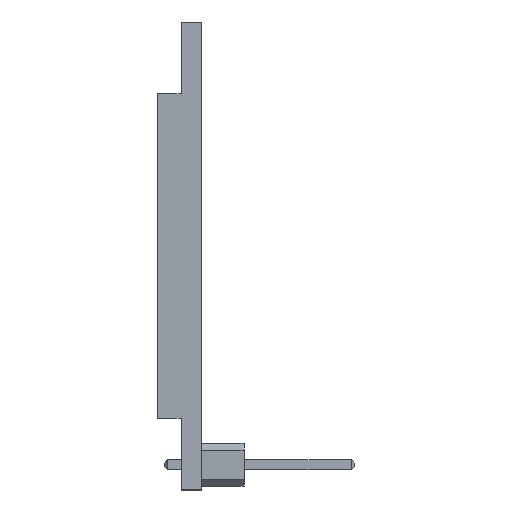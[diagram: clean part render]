
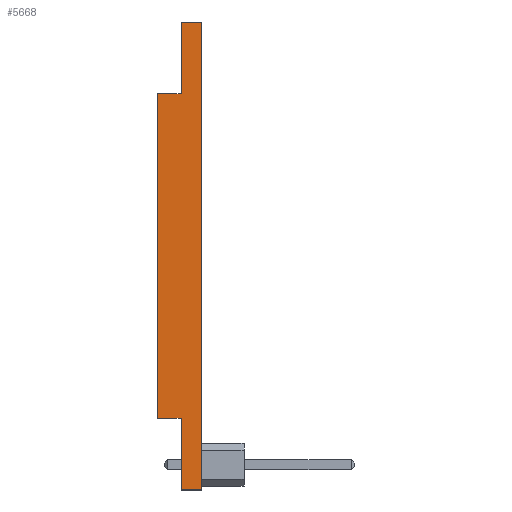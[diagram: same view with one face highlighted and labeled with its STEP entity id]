
A CAD part, left-side view. The second image highlights one B-rep face of the part: STEP entity #5668.
In plain terms, the highlighted planar face has unit normal (-1, 0, 0).
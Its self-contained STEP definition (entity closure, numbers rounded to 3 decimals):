
#3224 = PLANE('',#3225);
#3225 = AXIS2_PLACEMENT_3D('',#3226,#3227,#3228);
#3226 = CARTESIAN_POINT('',(0.,0.,0.));
#3227 = DIRECTION('',(0.,1.,0.));
#3228 = DIRECTION('',(0.,-0.,1.));
#3278 = PLANE('',#3279);
#3279 = AXIS2_PLACEMENT_3D('',#3280,#3281,#3282);
#3280 = CARTESIAN_POINT('',(0.,1.2,0.));
#3281 = DIRECTION('',(0.,1.,0.));
#3282 = DIRECTION('',(0.,-0.,1.));
#3513 = PLANE('',#3514);
#3514 = AXIS2_PLACEMENT_3D('',#3515,#3516,#3517);
#3515 = CARTESIAN_POINT('',(0.,1.2,0.));
#3516 = DIRECTION('',(0.,1.,0.));
#3517 = DIRECTION('',(0.,-0.,1.));
#4285 = VERTEX_POINT('',#4286);
#4286 = CARTESIAN_POINT('',(-13.65,0.,27.8));
#4300 = PLANE('',#4301);
#4301 = AXIS2_PLACEMENT_3D('',#4302,#4303,#4304);
#4302 = CARTESIAN_POINT('',(0.,1.2,27.8));
#4303 = DIRECTION('',(0.,0.,-1.));
#4304 = DIRECTION('',(-1.,0.,0.));
#4312 = EDGE_CURVE('',#4313,#4285,#4315,.T.);
#4313 = VERTEX_POINT('',#4314);
#4314 = CARTESIAN_POINT('',(-13.65,0.,0.));
#4315 = SURFACE_CURVE('',#4316,(#4320,#4327),.PCURVE_S1.);
#4316 = LINE('',#4317,#4318);
#4317 = CARTESIAN_POINT('',(-13.65,0.,0.));
#4318 = VECTOR('',#4319,1.);
#4319 = DIRECTION('',(0.,-0.,1.));
#4320 = PCURVE('',#3224,#4321);
#4321 = DEFINITIONAL_REPRESENTATION('',(#4322),#4326);
#4322 = LINE('',#4323,#4324);
#4323 = CARTESIAN_POINT('',(0.,-13.65));
#4324 = VECTOR('',#4325,1.);
#4325 = DIRECTION('',(1.,0.));
#4326 = ( GEOMETRIC_REPRESENTATION_CONTEXT(2) 
PARAMETRIC_REPRESENTATION_CONTEXT() REPRESENTATION_CONTEXT('2D SPACE',''
  ) );
#4327 = PCURVE('',#4328,#4333);
#4328 = PLANE('',#4329);
#4329 = AXIS2_PLACEMENT_3D('',#4330,#4331,#4332);
#4330 = CARTESIAN_POINT('',(-13.65,1.2,0.));
#4331 = DIRECTION('',(1.,0.,0.));
#4332 = DIRECTION('',(0.,0.,-1.));
#4333 = DEFINITIONAL_REPRESENTATION('',(#4334),#4338);
#4334 = LINE('',#4335,#4336);
#4335 = CARTESIAN_POINT('',(0.,-1.2));
#4336 = VECTOR('',#4337,1.);
#4337 = DIRECTION('',(-1.,0.));
#4338 = ( GEOMETRIC_REPRESENTATION_CONTEXT(2) 
PARAMETRIC_REPRESENTATION_CONTEXT() REPRESENTATION_CONTEXT('2D SPACE',''
  ) );
#4356 = PLANE('',#4357);
#4357 = AXIS2_PLACEMENT_3D('',#4358,#4359,#4360);
#4358 = CARTESIAN_POINT('',(0.,1.2,0.)
  );
#4359 = DIRECTION('',(0.,0.,-1.));
#4360 = DIRECTION('',(-1.,0.,0.));
#5358 = PLANE('',#5359);
#5359 = AXIS2_PLACEMENT_3D('',#5360,#5361,#5362);
#5360 = CARTESIAN_POINT('',(-13.65,2.6,4.266));
#5361 = DIRECTION('',(0.,-0.,1.));
#5362 = DIRECTION('',(1.,0.,0.));
#5386 = PLANE('',#5387);
#5387 = AXIS2_PLACEMENT_3D('',#5388,#5389,#5390);
#5388 = CARTESIAN_POINT('',(0.,2.6,0.));
#5389 = DIRECTION('',(0.,1.,0.));
#5390 = DIRECTION('',(0.,-0.,1.));
#5412 = PLANE('',#5413);
#5413 = AXIS2_PLACEMENT_3D('',#5414,#5415,#5416);
#5414 = CARTESIAN_POINT('',(-13.65,2.6,23.534));
#5415 = DIRECTION('',(0.,0.,-1.));
#5416 = DIRECTION('',(-1.,0.,-0.));
#5625 = VERTEX_POINT('',#5626);
#5626 = CARTESIAN_POINT('',(-13.65,1.2,27.8));
#5647 = EDGE_CURVE('',#4285,#5625,#5648,.T.);
#5648 = SURFACE_CURVE('',#5649,(#5653,#5660),.PCURVE_S1.);
#5649 = LINE('',#5650,#5651);
#5650 = CARTESIAN_POINT('',(-13.65,1.2,27.8));
#5651 = VECTOR('',#5652,1.);
#5652 = DIRECTION('',(0.,1.,0.));
#5653 = PCURVE('',#4300,#5654);
#5654 = DEFINITIONAL_REPRESENTATION('',(#5655),#5659);
#5655 = LINE('',#5656,#5657);
#5656 = CARTESIAN_POINT('',(13.65,0.));
#5657 = VECTOR('',#5658,1.);
#5658 = DIRECTION('',(0.,1.));
#5659 = ( GEOMETRIC_REPRESENTATION_CONTEXT(2) 
PARAMETRIC_REPRESENTATION_CONTEXT() REPRESENTATION_CONTEXT('2D SPACE',''
  ) );
#5660 = PCURVE('',#4328,#5661);
#5661 = DEFINITIONAL_REPRESENTATION('',(#5662),#5666);
#5662 = LINE('',#5663,#5664);
#5663 = CARTESIAN_POINT('',(-27.8,0.));
#5664 = VECTOR('',#5665,1.);
#5665 = DIRECTION('',(0.,1.));
#5666 = ( GEOMETRIC_REPRESENTATION_CONTEXT(2) 
PARAMETRIC_REPRESENTATION_CONTEXT() REPRESENTATION_CONTEXT('2D SPACE',''
  ) );
#5668 = ADVANCED_FACE('',(#5669),#4328,.F.);
#5669 = FACE_BOUND('',#5670,.T.);
#5670 = EDGE_LOOP('',(#5671,#5672,#5695,#5718,#5741,#5764,#5787,#5808));
#5671 = ORIENTED_EDGE('',*,*,#5647,.T.);
#5672 = ORIENTED_EDGE('',*,*,#5673,.F.);
#5673 = EDGE_CURVE('',#5674,#5625,#5676,.T.);
#5674 = VERTEX_POINT('',#5675);
#5675 = CARTESIAN_POINT('',(-13.65,1.2,23.534));
#5676 = SURFACE_CURVE('',#5677,(#5681,#5688),.PCURVE_S1.);
#5677 = LINE('',#5678,#5679);
#5678 = CARTESIAN_POINT('',(-13.65,1.2,0.));
#5679 = VECTOR('',#5680,1.);
#5680 = DIRECTION('',(0.,-0.,1.));
#5681 = PCURVE('',#4328,#5682);
#5682 = DEFINITIONAL_REPRESENTATION('',(#5683),#5687);
#5683 = LINE('',#5684,#5685);
#5684 = CARTESIAN_POINT('',(0.,0.));
#5685 = VECTOR('',#5686,1.);
#5686 = DIRECTION('',(-1.,0.));
#5687 = ( GEOMETRIC_REPRESENTATION_CONTEXT(2) 
PARAMETRIC_REPRESENTATION_CONTEXT() REPRESENTATION_CONTEXT('2D SPACE',''
  ) );
#5688 = PCURVE('',#3513,#5689);
#5689 = DEFINITIONAL_REPRESENTATION('',(#5690),#5694);
#5690 = LINE('',#5691,#5692);
#5691 = CARTESIAN_POINT('',(0.,-13.65));
#5692 = VECTOR('',#5693,1.);
#5693 = DIRECTION('',(1.,0.));
#5694 = ( GEOMETRIC_REPRESENTATION_CONTEXT(2) 
PARAMETRIC_REPRESENTATION_CONTEXT() REPRESENTATION_CONTEXT('2D SPACE',''
  ) );
#5695 = ORIENTED_EDGE('',*,*,#5696,.T.);
#5696 = EDGE_CURVE('',#5674,#5697,#5699,.T.);
#5697 = VERTEX_POINT('',#5698);
#5698 = CARTESIAN_POINT('',(-13.65,2.6,23.534));
#5699 = SURFACE_CURVE('',#5700,(#5704,#5711),.PCURVE_S1.);
#5700 = LINE('',#5701,#5702);
#5701 = CARTESIAN_POINT('',(-13.65,2.6,23.534));
#5702 = VECTOR('',#5703,1.);
#5703 = DIRECTION('',(0.,1.,0.));
#5704 = PCURVE('',#4328,#5705);
#5705 = DEFINITIONAL_REPRESENTATION('',(#5706),#5710);
#5706 = LINE('',#5707,#5708);
#5707 = CARTESIAN_POINT('',(-23.534,1.4));
#5708 = VECTOR('',#5709,1.);
#5709 = DIRECTION('',(0.,1.));
#5710 = ( GEOMETRIC_REPRESENTATION_CONTEXT(2) 
PARAMETRIC_REPRESENTATION_CONTEXT() REPRESENTATION_CONTEXT('2D SPACE',''
  ) );
#5711 = PCURVE('',#5412,#5712);
#5712 = DEFINITIONAL_REPRESENTATION('',(#5713),#5717);
#5713 = LINE('',#5714,#5715);
#5714 = CARTESIAN_POINT('',(0.,0.));
#5715 = VECTOR('',#5716,1.);
#5716 = DIRECTION('',(0.,1.));
#5717 = ( GEOMETRIC_REPRESENTATION_CONTEXT(2) 
PARAMETRIC_REPRESENTATION_CONTEXT() REPRESENTATION_CONTEXT('2D SPACE',''
  ) );
#5718 = ORIENTED_EDGE('',*,*,#5719,.F.);
#5719 = EDGE_CURVE('',#5720,#5697,#5722,.T.);
#5720 = VERTEX_POINT('',#5721);
#5721 = CARTESIAN_POINT('',(-13.65,2.6,4.266));
#5722 = SURFACE_CURVE('',#5723,(#5727,#5734),.PCURVE_S1.);
#5723 = LINE('',#5724,#5725);
#5724 = CARTESIAN_POINT('',(-13.65,2.6,0.));
#5725 = VECTOR('',#5726,1.);
#5726 = DIRECTION('',(0.,-0.,1.));
#5727 = PCURVE('',#4328,#5728);
#5728 = DEFINITIONAL_REPRESENTATION('',(#5729),#5733);
#5729 = LINE('',#5730,#5731);
#5730 = CARTESIAN_POINT('',(0.,1.4));
#5731 = VECTOR('',#5732,1.);
#5732 = DIRECTION('',(-1.,0.));
#5733 = ( GEOMETRIC_REPRESENTATION_CONTEXT(2) 
PARAMETRIC_REPRESENTATION_CONTEXT() REPRESENTATION_CONTEXT('2D SPACE',''
  ) );
#5734 = PCURVE('',#5386,#5735);
#5735 = DEFINITIONAL_REPRESENTATION('',(#5736),#5740);
#5736 = LINE('',#5737,#5738);
#5737 = CARTESIAN_POINT('',(0.,-13.65));
#5738 = VECTOR('',#5739,1.);
#5739 = DIRECTION('',(1.,0.));
#5740 = ( GEOMETRIC_REPRESENTATION_CONTEXT(2) 
PARAMETRIC_REPRESENTATION_CONTEXT() REPRESENTATION_CONTEXT('2D SPACE',''
  ) );
#5741 = ORIENTED_EDGE('',*,*,#5742,.T.);
#5742 = EDGE_CURVE('',#5720,#5743,#5745,.T.);
#5743 = VERTEX_POINT('',#5744);
#5744 = CARTESIAN_POINT('',(-13.65,1.2,4.266));
#5745 = SURFACE_CURVE('',#5746,(#5750,#5757),.PCURVE_S1.);
#5746 = LINE('',#5747,#5748);
#5747 = CARTESIAN_POINT('',(-13.65,2.6,4.266));
#5748 = VECTOR('',#5749,1.);
#5749 = DIRECTION('',(-0.,-1.,-0.));
#5750 = PCURVE('',#4328,#5751);
#5751 = DEFINITIONAL_REPRESENTATION('',(#5752),#5756);
#5752 = LINE('',#5753,#5754);
#5753 = CARTESIAN_POINT('',(-4.266,1.4));
#5754 = VECTOR('',#5755,1.);
#5755 = DIRECTION('',(0.,-1.));
#5756 = ( GEOMETRIC_REPRESENTATION_CONTEXT(2) 
PARAMETRIC_REPRESENTATION_CONTEXT() REPRESENTATION_CONTEXT('2D SPACE',''
  ) );
#5757 = PCURVE('',#5358,#5758);
#5758 = DEFINITIONAL_REPRESENTATION('',(#5759),#5763);
#5759 = LINE('',#5760,#5761);
#5760 = CARTESIAN_POINT('',(0.,0.));
#5761 = VECTOR('',#5762,1.);
#5762 = DIRECTION('',(0.,-1.));
#5763 = ( GEOMETRIC_REPRESENTATION_CONTEXT(2) 
PARAMETRIC_REPRESENTATION_CONTEXT() REPRESENTATION_CONTEXT('2D SPACE',''
  ) );
#5764 = ORIENTED_EDGE('',*,*,#5765,.F.);
#5765 = EDGE_CURVE('',#5766,#5743,#5768,.T.);
#5766 = VERTEX_POINT('',#5767);
#5767 = CARTESIAN_POINT('',(-13.65,1.2,0.));
#5768 = SURFACE_CURVE('',#5769,(#5773,#5780),.PCURVE_S1.);
#5769 = LINE('',#5770,#5771);
#5770 = CARTESIAN_POINT('',(-13.65,1.2,0.));
#5771 = VECTOR('',#5772,1.);
#5772 = DIRECTION('',(0.,-0.,1.));
#5773 = PCURVE('',#4328,#5774);
#5774 = DEFINITIONAL_REPRESENTATION('',(#5775),#5779);
#5775 = LINE('',#5776,#5777);
#5776 = CARTESIAN_POINT('',(0.,0.));
#5777 = VECTOR('',#5778,1.);
#5778 = DIRECTION('',(-1.,0.));
#5779 = ( GEOMETRIC_REPRESENTATION_CONTEXT(2) 
PARAMETRIC_REPRESENTATION_CONTEXT() REPRESENTATION_CONTEXT('2D SPACE',''
  ) );
#5780 = PCURVE('',#3278,#5781);
#5781 = DEFINITIONAL_REPRESENTATION('',(#5782),#5786);
#5782 = LINE('',#5783,#5784);
#5783 = CARTESIAN_POINT('',(0.,-13.65));
#5784 = VECTOR('',#5785,1.);
#5785 = DIRECTION('',(1.,0.));
#5786 = ( GEOMETRIC_REPRESENTATION_CONTEXT(2) 
PARAMETRIC_REPRESENTATION_CONTEXT() REPRESENTATION_CONTEXT('2D SPACE',''
  ) );
#5787 = ORIENTED_EDGE('',*,*,#5788,.F.);
#5788 = EDGE_CURVE('',#4313,#5766,#5789,.T.);
#5789 = SURFACE_CURVE('',#5790,(#5794,#5801),.PCURVE_S1.);
#5790 = LINE('',#5791,#5792);
#5791 = CARTESIAN_POINT('',(-13.65,1.2,0.));
#5792 = VECTOR('',#5793,1.);
#5793 = DIRECTION('',(0.,1.,0.));
#5794 = PCURVE('',#4328,#5795);
#5795 = DEFINITIONAL_REPRESENTATION('',(#5796),#5800);
#5796 = LINE('',#5797,#5798);
#5797 = CARTESIAN_POINT('',(0.,0.));
#5798 = VECTOR('',#5799,1.);
#5799 = DIRECTION('',(0.,1.));
#5800 = ( GEOMETRIC_REPRESENTATION_CONTEXT(2) 
PARAMETRIC_REPRESENTATION_CONTEXT() REPRESENTATION_CONTEXT('2D SPACE',''
  ) );
#5801 = PCURVE('',#4356,#5802);
#5802 = DEFINITIONAL_REPRESENTATION('',(#5803),#5807);
#5803 = LINE('',#5804,#5805);
#5804 = CARTESIAN_POINT('',(13.65,0.));
#5805 = VECTOR('',#5806,1.);
#5806 = DIRECTION('',(0.,1.));
#5807 = ( GEOMETRIC_REPRESENTATION_CONTEXT(2) 
PARAMETRIC_REPRESENTATION_CONTEXT() REPRESENTATION_CONTEXT('2D SPACE',''
  ) );
#5808 = ORIENTED_EDGE('',*,*,#4312,.T.);
